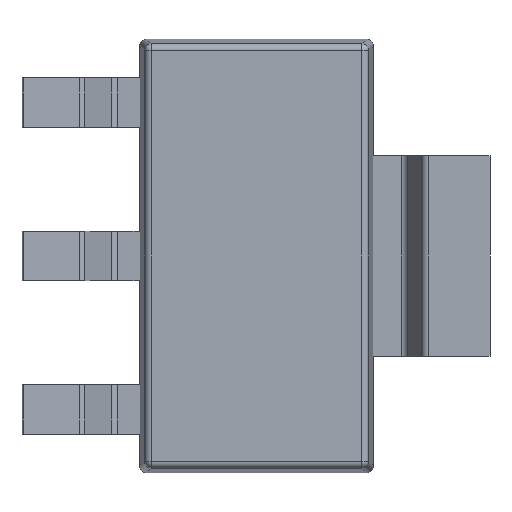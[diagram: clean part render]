
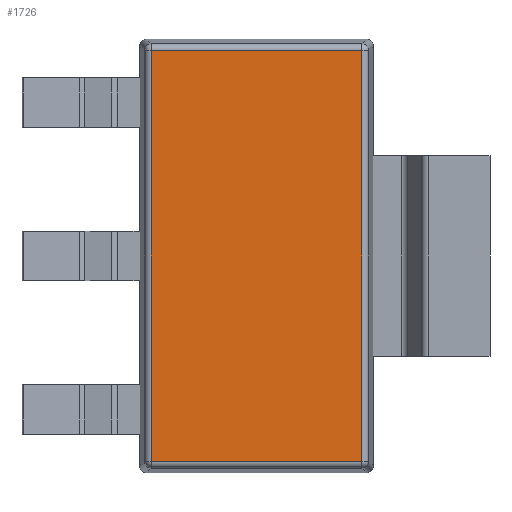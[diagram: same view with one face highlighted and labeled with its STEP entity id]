
A CAD part, front view. The second image highlights one B-rep face of the part: STEP entity #1726.
In plain terms, the highlighted planar face has unit normal (0, -1, 0).
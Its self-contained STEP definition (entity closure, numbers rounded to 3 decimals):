
#29 = DIRECTION ( 'NONE',  ( 0., 0., 1. ) ) ;
#70 = CARTESIAN_POINT ( 'NONE',  ( 0., 0., 0. ) ) ;
#160 = VERTEX_POINT ( 'NONE', #1707 ) ;
#227 = LINE ( 'NONE', #3206, #460 ) ;
#229 = CARTESIAN_POINT ( 'NONE',  ( 0., 0., -3.08 ) ) ;
#263 = LINE ( 'NONE', #3323, #1776 ) ;
#319 = CARTESIAN_POINT ( 'NONE',  ( 1.58, 0., 3.08 ) ) ;
#460 = VECTOR ( 'NONE', #29, 1000. ) ;
#503 = CARTESIAN_POINT ( 'NONE',  ( -1.58, 0., 0. ) ) ;
#658 = ORIENTED_EDGE ( 'NONE', *, *, #3271, .T. ) ;
#902 = VERTEX_POINT ( 'NONE', #3378 ) ;
#941 = FACE_OUTER_BOUND ( 'NONE', #2695, .T. ) ;
#984 = LINE ( 'NONE', #503, #2578 ) ;
#1273 = DIRECTION ( 'NONE',  ( 1., 0., 0. ) ) ;
#1366 = EDGE_CURVE ( 'NONE', #902, #2663, #3294, .T. ) ;
#1517 = VECTOR ( 'NONE', #1273, 1000. ) ;
#1648 = PLANE ( 'NONE',  #2914 ) ;
#1707 = CARTESIAN_POINT ( 'NONE',  ( -1.58, 0., 3.08 ) ) ;
#1726 = ADVANCED_FACE ( 'NONE', ( #941 ), #1648, .T. ) ;
#1776 = VECTOR ( 'NONE', #2308, 1000. ) ;
#1901 = DIRECTION ( 'NONE',  ( 0., -1., 0. ) ) ;
#2164 = DIRECTION ( 'NONE',  ( 0., 0., -1. ) ) ;
#2256 = EDGE_CURVE ( 'NONE', #160, #902, #984, .T. ) ;
#2308 = DIRECTION ( 'NONE',  ( -1., 0., 0. ) ) ;
#2375 = VERTEX_POINT ( 'NONE', #319 ) ;
#2578 = VECTOR ( 'NONE', #2584, 1000. ) ;
#2584 = DIRECTION ( 'NONE',  ( 0., 0., -1. ) ) ;
#2663 = VERTEX_POINT ( 'NONE', #2718 ) ;
#2695 = EDGE_LOOP ( 'NONE', ( #3352, #3141, #658, #2981 ) ) ;
#2718 = CARTESIAN_POINT ( 'NONE',  ( 1.58, 0., -3.08 ) ) ;
#2914 = AXIS2_PLACEMENT_3D ( 'NONE', #70, #1901, #2164 ) ;
#2981 = ORIENTED_EDGE ( 'NONE', *, *, #3286, .T. ) ;
#3141 = ORIENTED_EDGE ( 'NONE', *, *, #1366, .T. ) ;
#3206 = CARTESIAN_POINT ( 'NONE',  ( 1.58, 0., 0. ) ) ;
#3271 = EDGE_CURVE ( 'NONE', #2663, #2375, #227, .T. ) ;
#3286 = EDGE_CURVE ( 'NONE', #2375, #160, #263, .T. ) ;
#3294 = LINE ( 'NONE', #229, #1517 ) ;
#3323 = CARTESIAN_POINT ( 'NONE',  ( 0., 0., 3.08 ) ) ;
#3352 = ORIENTED_EDGE ( 'NONE', *, *, #2256, .T. ) ;
#3378 = CARTESIAN_POINT ( 'NONE',  ( -1.58, 0., -3.08 ) ) ;
